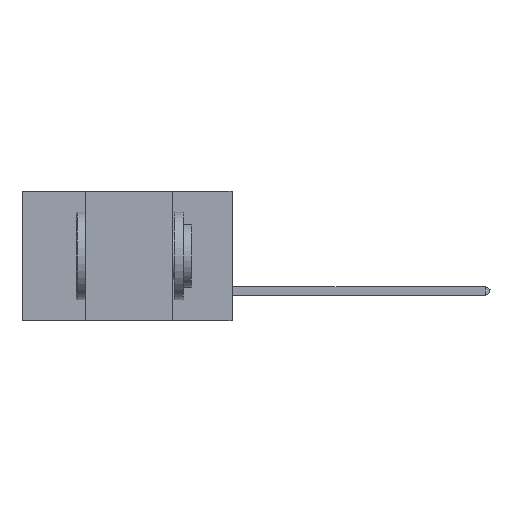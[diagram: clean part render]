
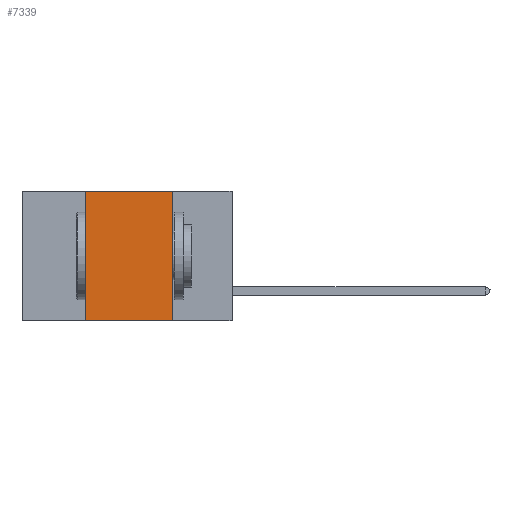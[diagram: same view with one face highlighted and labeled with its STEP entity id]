
A CAD part, left-side view. The second image highlights one B-rep face of the part: STEP entity #7339.
In plain terms, the highlighted planar face has unit normal (-1, 0, 0).
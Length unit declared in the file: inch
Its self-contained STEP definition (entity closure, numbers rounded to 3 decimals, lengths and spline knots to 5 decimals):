
#606 = EDGE_CURVE ( 'NONE', #3554, #9966, #8138, .T. ) ;
#1046 = CARTESIAN_POINT ( 'NONE',  ( 0., 0.17, 0. ) ) ;
#1184 = DIRECTION ( 'NONE',  ( 1., 0., 0. ) ) ;
#1198 = DIRECTION ( 'NONE',  ( 0., -1., 0. ) ) ;
#1261 = CARTESIAN_POINT ( 'NONE',  ( 0., 0.6, 0. ) ) ;
#2080 = CARTESIAN_POINT ( 'NONE',  ( 0., 0.42, 0. ) ) ;
#2701 = ORIENTED_EDGE ( 'NONE', *, *, #8209, .F. ) ;
#2984 = EDGE_LOOP ( 'NONE', ( #3468, #9245, #2701, #4084 ) ) ;
#3197 = EDGE_CURVE ( 'NONE', #4282, #7624, #5279, .T. ) ;
#3468 = ORIENTED_EDGE ( 'NONE', *, *, #9850, .F. ) ;
#3482 = DIRECTION ( 'NONE',  ( 0., -1., 0. ) ) ;
#3554 = VERTEX_POINT ( 'NONE', #4334 ) ;
#3566 = CARTESIAN_POINT ( 'NONE',  ( 0., 0.42, 0. ) ) ;
#4084 = ORIENTED_EDGE ( 'NONE', *, *, #606, .T. ) ;
#4282 = VERTEX_POINT ( 'NONE', #3566 ) ;
#4334 = CARTESIAN_POINT ( 'NONE',  ( 0., 0.42, -0.37 ) ) ;
#4339 = FACE_OUTER_BOUND ( 'NONE', #2984, .T. ) ;
#5082 = DIRECTION ( 'NONE',  ( 0., 0., 1. ) ) ;
#5279 = LINE ( 'NONE', #1261, #8676 ) ;
#5296 = PLANE ( 'NONE',  #6855 ) ;
#6261 = LINE ( 'NONE', #1046, #9889 ) ;
#6468 = CARTESIAN_POINT ( 'NONE',  ( 0., 0.6, -0.37 ) ) ;
#6562 = DIRECTION ( 'NONE',  ( 0., 0., -1. ) ) ;
#6855 = AXIS2_PLACEMENT_3D ( 'NONE', #7299, #1184, #6562 ) ;
#7299 = CARTESIAN_POINT ( 'NONE',  ( 0., 0.6, 0. ) ) ;
#7322 = CARTESIAN_POINT ( 'NONE',  ( 0., 0.17, 0. ) ) ;
#7339 = ADVANCED_FACE ( 'NONE', ( #4339 ), #5296, .F. ) ;
#7624 = VERTEX_POINT ( 'NONE', #7322 ) ;
#7859 = VECTOR ( 'NONE', #5082, 39.37008 ) ;
#8138 = LINE ( 'NONE', #6468, #9570 ) ;
#8209 = EDGE_CURVE ( 'NONE', #3554, #4282, #8334, .T. ) ;
#8334 = LINE ( 'NONE', #2080, #7859 ) ;
#8676 = VECTOR ( 'NONE', #1198, 39.37008 ) ;
#9245 = ORIENTED_EDGE ( 'NONE', *, *, #3197, .F. ) ;
#9374 = CARTESIAN_POINT ( 'NONE',  ( 0., 0.17, -0.37 ) ) ;
#9495 = DIRECTION ( 'NONE',  ( 0., 0., -1. ) ) ;
#9570 = VECTOR ( 'NONE', #3482, 39.37008 ) ;
#9850 = EDGE_CURVE ( 'NONE', #7624, #9966, #6261, .T. ) ;
#9889 = VECTOR ( 'NONE', #9495, 39.37008 ) ;
#9966 = VERTEX_POINT ( 'NONE', #9374 ) ;
